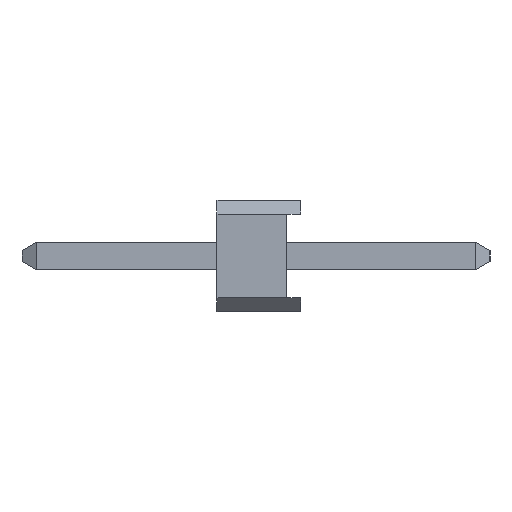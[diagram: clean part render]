
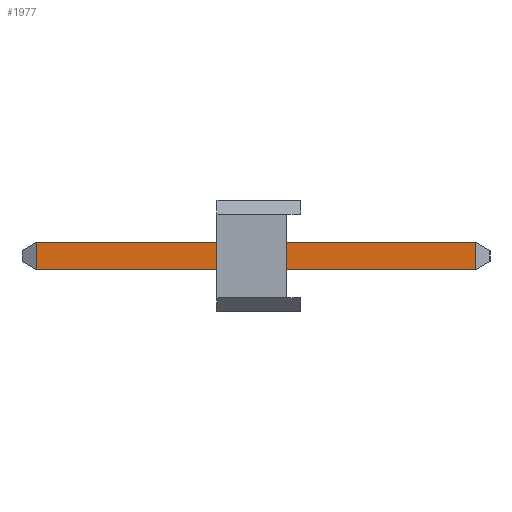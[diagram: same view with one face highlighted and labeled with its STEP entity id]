
A CAD part, left-side view. The second image highlights one B-rep face of the part: STEP entity #1977.
In plain terms, the highlighted free-form (B-spline) face has degree [1, 1] with [2, 2] control points.
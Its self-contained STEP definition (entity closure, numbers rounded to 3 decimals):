
#1585=VERTEX_POINT('',#4113);
#1617=VERTEX_POINT('',#4148);
#1815=EDGE_CURVE('',#2849,#2969,#4368,.T.);
#1977=ADVANCED_FACE('',(#4553),#4554,.T.);
#2355=EDGE_CURVE('',#1585,#2849,#4974,.T.);
#2779=EDGE_CURVE('',#1585,#1617,#5445,.T.);
#2849=VERTEX_POINT('',#5523);
#2969=VERTEX_POINT('',#5655);
#3687=EDGE_CURVE('',#1617,#2969,#6455,.T.);
#4113=CARTESIAN_POINT('',(1.75,3.236,0.25));
#4148=CARTESIAN_POINT('',(1.75,-4.636,0.25));
#4368=LINE('',#7548,#7549);
#4553=FACE_OUTER_BOUND('',#7849,.T.);
#4554=B_SPLINE_SURFACE_WITH_KNOTS('',1,1,((#7850,#7851),(#7852,#7853)),.UNSPECIFIED.,.F.,.F.,.F.,(2,2),(2,2),(0.0,7.872),(0.0,0.5),.UNSPECIFIED.);
#4974=LINE('',#8593,#8594);
#5445=LINE('',#9405,#9406);
#5523=CARTESIAN_POINT('',(1.75,3.236,-0.25));
#5655=CARTESIAN_POINT('',(1.75,-4.636,-0.25));
#6455=LINE('',#11105,#11106);
#7548=CARTESIAN_POINT('',(1.75,3.236,-0.25));
#7549=VECTOR('',#11696,7.872);
#7849=EDGE_LOOP('',(#11896,#11897,#11898,#11899));
#7850=CARTESIAN_POINT('',(1.75,-4.636,0.25));
#7851=CARTESIAN_POINT('',(1.75,-4.636,-0.25));
#7852=CARTESIAN_POINT('',(1.75,3.236,0.25));
#7853=CARTESIAN_POINT('',(1.75,3.236,-0.25));
#8593=CARTESIAN_POINT('',(1.75,3.236,0.25));
#8594=VECTOR('',#12214,0.5);
#9405=CARTESIAN_POINT('',(1.75,3.236,0.25));
#9406=VECTOR('',#12558,7.872);
#11105=CARTESIAN_POINT('',(1.75,-4.636,0.25));
#11106=VECTOR('',#13301,0.5);
#11696=DIRECTION('',(0.0,-1.0,0.0));
#11896=ORIENTED_EDGE('',*,*,#1815,.T.);
#11897=ORIENTED_EDGE('',*,*,#3687,.F.);
#11898=ORIENTED_EDGE('',*,*,#2779,.F.);
#11899=ORIENTED_EDGE('',*,*,#2355,.T.);
#12214=DIRECTION('',(0.0,0.0,-1.0));
#12558=DIRECTION('',(0.0,-1.0,0.0));
#13301=DIRECTION('',(0.0,0.0,-1.0));
